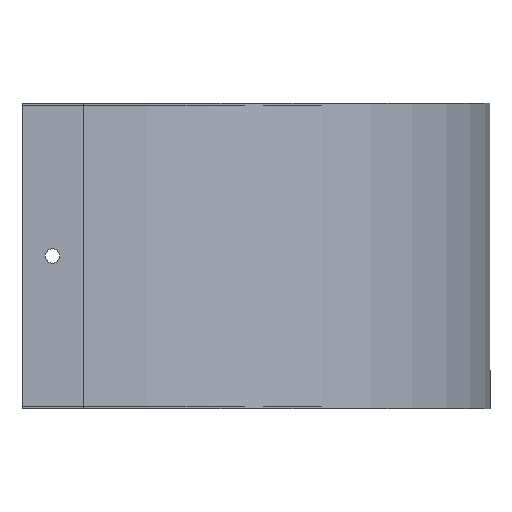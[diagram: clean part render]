
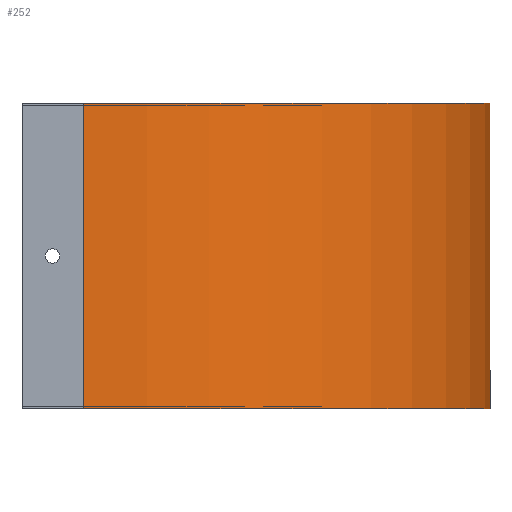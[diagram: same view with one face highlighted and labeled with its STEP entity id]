
A CAD part, front view. The second image highlights one B-rep face of the part: STEP entity #252.
In plain terms, the highlighted cylindrical face has radius 200 mm (diameter 400 mm), a partial arc.
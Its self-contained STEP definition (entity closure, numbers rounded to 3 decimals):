
#44 = CARTESIAN_POINT ( 'NONE',  ( 230., 100., -149.2 ) ) ;
#56 = CARTESIAN_POINT ( 'NONE',  ( 30., -100., -149.2 ) ) ;
#61 = CARTESIAN_POINT ( 'NONE',  ( 230., 100., 0.8 ) ) ;
#252 = ADVANCED_FACE ( 'NONE', ( #1533 ), #1537, .T. ) ;
#319 = EDGE_CURVE ( 'NONE', #712, #773, #1620, .T. ) ;
#359 = AXIS2_PLACEMENT_3D ( 'NONE', #1814, #1817, #1816 ) ;
#362 = AXIS2_PLACEMENT_3D ( 'NONE', #434, #433, #467 ) ;
#433 = DIRECTION ( 'NONE',  ( 0., 0., 1. ) ) ;
#434 = CARTESIAN_POINT ( 'NONE',  ( 30., 100., 0.8 ) ) ;
#457 = DIRECTION ( 'NONE',  ( 0., 0., -1. ) ) ;
#459 = CARTESIAN_POINT ( 'NONE',  ( 30., -100., 0.8 ) ) ;
#467 = DIRECTION ( 'NONE',  ( 1., 0., 0. ) ) ;
#494 = AXIS2_PLACEMENT_3D ( 'NONE', #981, #987, #999 ) ;
#539 = EDGE_CURVE ( 'NONE', #773, #771, #1635, .T. ) ;
#540 = EDGE_CURVE ( 'NONE', #777, #771, #1656, .T. ) ;
#541 = EDGE_CURVE ( 'NONE', #712, #777, #1654, .T. ) ;
#633 = ORIENTED_EDGE ( 'NONE', *, *, #319, .T. ) ;
#634 = ORIENTED_EDGE ( 'NONE', *, *, #541, .F. ) ;
#635 = ORIENTED_EDGE ( 'NONE', *, *, #540, .F. ) ;
#636 = ORIENTED_EDGE ( 'NONE', *, *, #539, .T. ) ;
#712 = VERTEX_POINT ( 'NONE', #1507 ) ;
#771 = VERTEX_POINT ( 'NONE', #44 ) ;
#773 = VERTEX_POINT ( 'NONE', #56 ) ;
#777 = VERTEX_POINT ( 'NONE', #61 ) ;
#981 = CARTESIAN_POINT ( 'NONE',  ( 30., 100., 0.8 ) ) ;
#987 = DIRECTION ( 'NONE',  ( 0., 0., -1. ) ) ;
#999 = DIRECTION ( 'NONE',  ( -1., 0., 0. ) ) ;
#1055 = EDGE_LOOP ( 'NONE', ( #636, #635, #634, #633 ) ) ;
#1507 = CARTESIAN_POINT ( 'NONE',  ( 30., -100., 0.8 ) ) ;
#1533 = FACE_OUTER_BOUND ( 'NONE', #1055, .T. ) ;
#1537 = CYLINDRICAL_SURFACE ( 'NONE', #494, 200. ) ;
#1620 = LINE ( 'NONE', #459, #1622 ) ;
#1622 = VECTOR ( 'NONE', #457, 1000. ) ;
#1635 = CIRCLE ( 'NONE', #359, 200. ) ;
#1654 = CIRCLE ( 'NONE', #362, 200. ) ;
#1656 = LINE ( 'NONE', #1822, #1658 ) ;
#1658 = VECTOR ( 'NONE', #1815, 1000. ) ;
#1814 = CARTESIAN_POINT ( 'NONE',  ( 30., 100., -149.2 ) ) ;
#1815 = DIRECTION ( 'NONE',  ( 0., 0., -1. ) ) ;
#1816 = DIRECTION ( 'NONE',  ( 1., 0., 0. ) ) ;
#1817 = DIRECTION ( 'NONE',  ( 0., 0., 1. ) ) ;
#1822 = CARTESIAN_POINT ( 'NONE',  ( 230., 100., 0.8 ) ) ;
